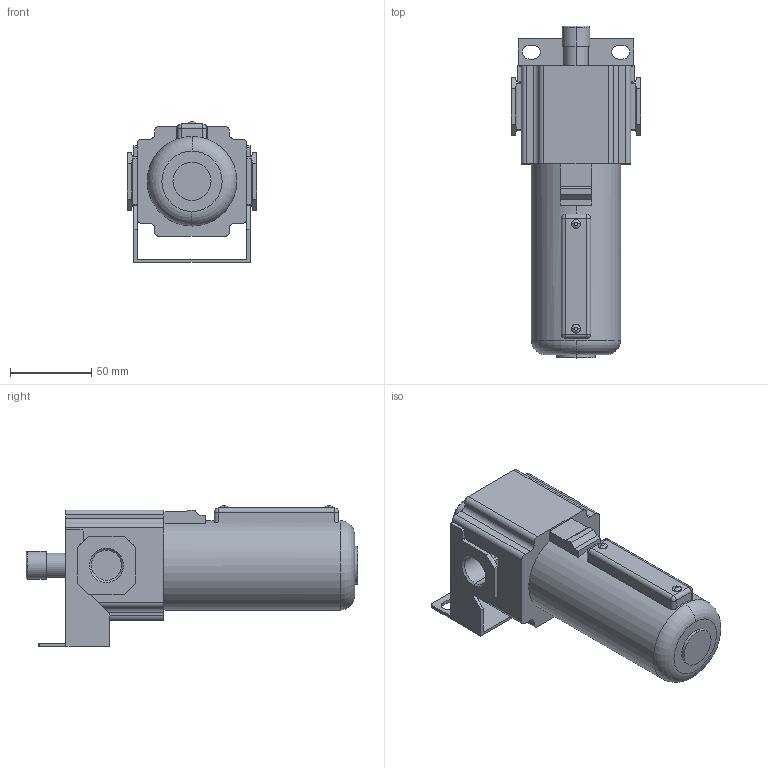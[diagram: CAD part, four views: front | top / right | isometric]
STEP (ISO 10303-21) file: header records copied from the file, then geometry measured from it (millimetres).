
FILE_DESCRIPTION (( 'STEP AP203' ), '1' );
FILE_NAME ('AL2-44-D.step', '2020-04-16T19:46:17', ( '' ), ( '' ), 'SwSTEP 2.0', 'SolidWorks 2019', '' );
FILE_SCHEMA (( 'CONFIG_CONTROL_DESIGN' ));
Length unit declared in the file: millimetre
Products named in the file (1): AL2-44-D
Bounding box: 80 x 204.5 x 86.8 mm (x, y, z)
Volume: 565631.7 mm3; surface area: 61252.3 mm2
Topology: 1 solids, 1 shells, 163 faces, 429 edges, 276 vertices
Faces by surface type: plane 103, cylinder 44, sphere 4, bspline 4, torus 4, cone 4
Entity records: 5190 total; most frequent: CARTESIAN_POINT 1029, ORIENTED_EDGE 858, DIRECTION 839, EDGE_CURVE 429, VECTOR 315, LINE 315, VERTEX_POINT 276, AXIS2_PLACEMENT_3D 262
